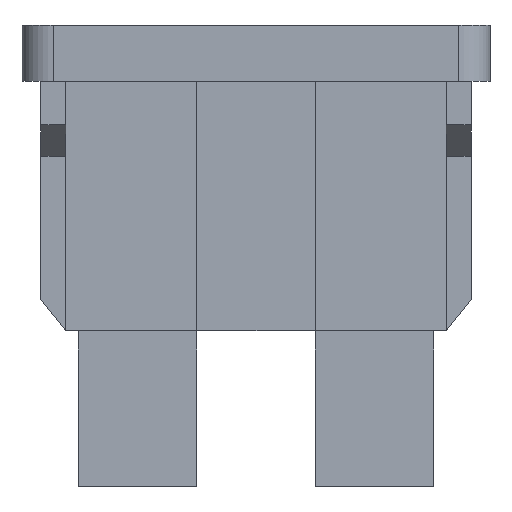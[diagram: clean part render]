
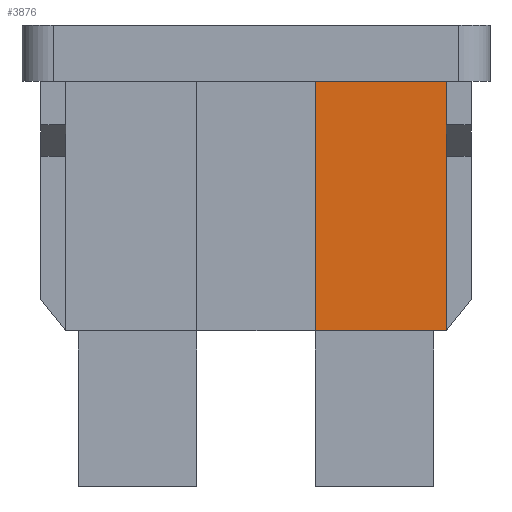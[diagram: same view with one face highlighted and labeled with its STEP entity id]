
A CAD part, front view. The second image highlights one B-rep face of the part: STEP entity #3876.
In plain terms, the highlighted planar face has unit normal (0, -1, 0).
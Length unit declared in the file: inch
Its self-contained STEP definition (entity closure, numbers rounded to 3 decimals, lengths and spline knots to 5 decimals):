
#147 = CARTESIAN_POINT ( 'NONE',  ( 0.68, 0.0675, -0.4 ) ) ;
#153 = ORIENTED_EDGE ( 'NONE', *, *, #5526, .T. ) ;
#253 = EDGE_LOOP ( 'NONE', ( #762, #3600, #5523, #153, #1142 ) ) ;
#293 = VERTEX_POINT ( 'NONE', #5047 ) ;
#439 = DIRECTION ( 'NONE',  ( -1., 0., 0. ) ) ;
#473 = LINE ( 'NONE', #1409, #1398 ) ;
#513 = VECTOR ( 'NONE', #3696, 39.37008 ) ;
#762 = ORIENTED_EDGE ( 'NONE', *, *, #875, .T. ) ;
#875 = EDGE_CURVE ( 'NONE', #2345, #293, #3589, .T. ) ;
#904 = FACE_OUTER_BOUND ( 'NONE', #253, .T. ) ;
#998 = VECTOR ( 'NONE', #5702, 39.37008 ) ;
#1142 = ORIENTED_EDGE ( 'NONE', *, *, #3808, .T. ) ;
#1398 = VECTOR ( 'NONE', #2682, 39.37008 ) ;
#1409 = CARTESIAN_POINT ( 'NONE',  ( 0.68, 0.0675, -0.4 ) ) ;
#2226 = LINE ( 'NONE', #3951, #998 ) ;
#2345 = VERTEX_POINT ( 'NONE', #5482 ) ;
#2420 = EDGE_CURVE ( 'NONE', #3080, #2976, #5300, .T. ) ;
#2586 = CARTESIAN_POINT ( 'NONE',  ( 0.68, 0.0675, -0.10864 ) ) ;
#2644 = VECTOR ( 'NONE', #439, 39.37008 ) ;
#2665 = VECTOR ( 'NONE', #3480, 39.37008 ) ;
#2682 = DIRECTION ( 'NONE',  ( 0., 0., 1. ) ) ;
#2783 = VERTEX_POINT ( 'NONE', #2586 ) ;
#2793 = PLANE ( 'NONE',  #3796 ) ;
#2897 = EDGE_CURVE ( 'NONE', #2976, #293, #3661, .T. ) ;
#2976 = VERTEX_POINT ( 'NONE', #3338 ) ;
#3080 = VERTEX_POINT ( 'NONE', #5737 ) ;
#3224 = CARTESIAN_POINT ( 'NONE',  ( 0.47, 0.0675, -0.4 ) ) ;
#3338 = CARTESIAN_POINT ( 'NONE',  ( 0.47, 0.0675, -0.4 ) ) ;
#3480 = DIRECTION ( 'NONE',  ( -1., 0., 0. ) ) ;
#3589 = LINE ( 'NONE', #5353, #2644 ) ;
#3600 = ORIENTED_EDGE ( 'NONE', *, *, #2897, .F. ) ;
#3661 = LINE ( 'NONE', #3224, #513 ) ;
#3696 = DIRECTION ( 'NONE',  ( 0., 0., 1. ) ) ;
#3796 = AXIS2_PLACEMENT_3D ( 'NONE', #147, #4467, #4036 ) ;
#3808 = EDGE_CURVE ( 'NONE', #2783, #2345, #2226, .T. ) ;
#3876 = ADVANCED_FACE ( 'NONE', ( #904 ), #2793, .F. ) ;
#3951 = CARTESIAN_POINT ( 'NONE',  ( 0.68, 0.0675, -0.4 ) ) ;
#4036 = DIRECTION ( 'NONE',  ( 0., 0., 1. ) ) ;
#4467 = DIRECTION ( 'NONE',  ( 0., 1., 0. ) ) ;
#4727 = CARTESIAN_POINT ( 'NONE',  ( 0.68, 0.0675, -0.4 ) ) ;
#5047 = CARTESIAN_POINT ( 'NONE',  ( 0.47, 0.0675, 0. ) ) ;
#5300 = LINE ( 'NONE', #4727, #2665 ) ;
#5353 = CARTESIAN_POINT ( 'NONE',  ( 0.68, 0.0675, 0. ) ) ;
#5482 = CARTESIAN_POINT ( 'NONE',  ( 0.68, 0.0675, 0. ) ) ;
#5523 = ORIENTED_EDGE ( 'NONE', *, *, #2420, .F. ) ;
#5526 = EDGE_CURVE ( 'NONE', #3080, #2783, #473, .T. ) ;
#5702 = DIRECTION ( 'NONE',  ( 0., 0., 1. ) ) ;
#5737 = CARTESIAN_POINT ( 'NONE',  ( 0.68, 0.0675, -0.4 ) ) ;
